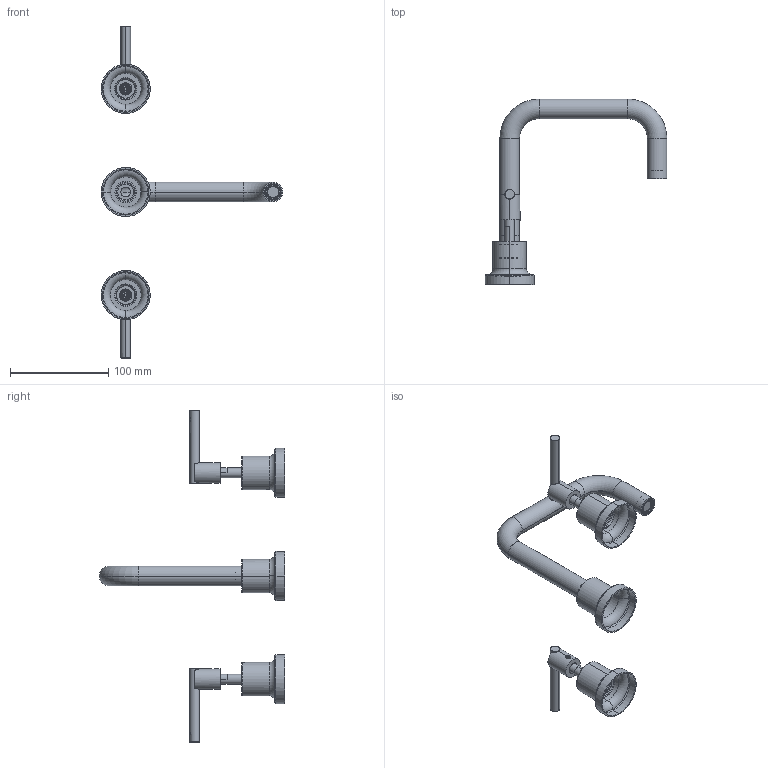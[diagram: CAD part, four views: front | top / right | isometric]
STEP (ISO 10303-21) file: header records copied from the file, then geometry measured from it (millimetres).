
FILE_DESCRIPTION((''),'2;1');
FILE_NAME('1A3004_ASM_ASM','2023-06-20T',('Administrator'),(''),'PRO/ENGINEER BY PARAMETRIC TECHNOLOGY CORPORATION, 2010280','PRO/ENGINEER BY PARAMETRIC TECHNOLOGY CORPORATION, 2010280','');
FILE_SCHEMA(('CONFIG_CONTROL_DESIGN'));
Length unit declared in the file: millimetre
Products named in the file (20): 2A3004-40CP_18; 2A3004-41CP_15; 3WZ1005NT_2; 3OR1044NT_4; 3OR1046NT_3; CSZ-Z_ASM_27_ASM; 2A3004-31CP_AF0_4; 2A3004-45NT_AF0_8; 2A3004-32CP_AF0_13; 3OR1043NT_4; FT_ASM_31_ASM; 2A3004-22CP_11; 2A3004-21CP_12; 3LS1008_2; 3LS1006_2; BS_ASM_11_ASM; 2A3004-21CP-C_3; BS-C_ASM_2_ASM; 1A3004_ASM_32_ASM; 1A3004_ASM_ASM
Assembly tree (23 placements, depth 4):
  1A3004_ASM_ASM
    1A3004_ASM_32_ASM
      CSZ-Z_ASM_27_ASM
        2A3004-40CP_18
        2A3004-41CP_15
        3WZ1005NT_2
        3OR1044NT_4
        3OR1046NT_3
      FT_ASM_31_ASM  x2
        2A3004-31CP_AF0_4
        2A3004-45NT_AF0_8
        2A3004-32CP_AF0_13
        3OR1043NT_4
      BS_ASM_11_ASM
        2A3004-22CP_11
        2A3004-21CP_12
        3LS1008_2
        3LS1006_2
      BS-C_ASM_2_ASM
        2A3004-22CP_11
        2A3004-21CP-C_3
        3LS1008_2
        3LS1006_2
Bounding box: 185 x 189 x 338 mm (x, y, z)
Volume: 84167 mm3; surface area: 109095.4 mm2
Topology: 21 solids, 21 shells, 1519 faces, 4243 edges, 2791 vertices
Faces by surface type: plane 580, cylinder 538, bspline 176, cone 141, torus 82, extrusion 2
Entity records: 53282 total; most frequent: CARTESIAN_POINT 30727, ORIENTED_EDGE 5126, DIRECTION 3987, EDGE_CURVE 2563, VERTEX_POINT 1694, AXIS2_PLACEMENT_3D 1476, VECTOR 1035, LINE 1034
